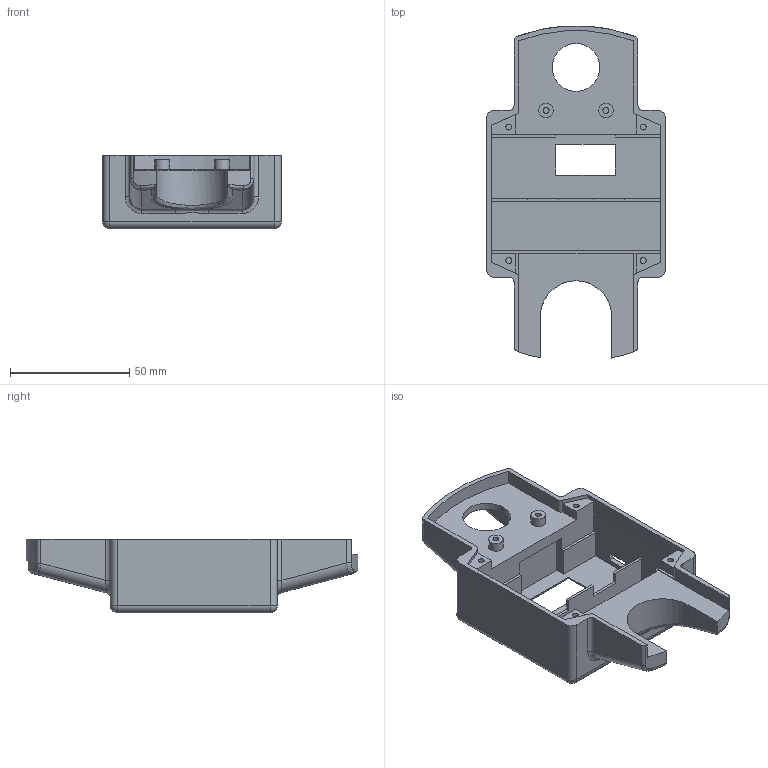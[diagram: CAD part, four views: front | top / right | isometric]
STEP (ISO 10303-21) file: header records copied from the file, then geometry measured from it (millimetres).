
FILE_DESCRIPTION(('FreeCAD Model'),'2;1');
FILE_NAME('Open CASCADE Shape Model','2026-02-16T10:11:52',(''),(''), 'Open CASCADE STEP processor 7.8','FreeCAD','Unknown');
FILE_SCHEMA(('AUTOMOTIVE_DESIGN { 1 0 10303 214 1 1 1 1 }'));
Length unit declared in the file: millimetre
Products named in the file (1): Body_wide001
Bounding box: 75 x 139.28 x 31 mm (x, y, z)
Volume: 81232.2 mm3; surface area: 35403.7 mm2
Topology: 1 solids, 1 shells, 155 faces, 393 edges, 244 vertices
Faces by surface type: plane 89, cylinder 47, bspline 15, sphere 4
Full cylindrical faces by diameter (mm): 2.5 x6, 4 x1, 6.1 x2, 20 x1
Entity records: 12901 total; most frequent: CARTESIAN_POINT 5239, DIRECTION 1377, LINE 925, VECTOR 925, ORIENTED_EDGE 778, PCURVE 778, DEFINITIONAL_REPRESENTATION 778, EDGE_CURVE 389
